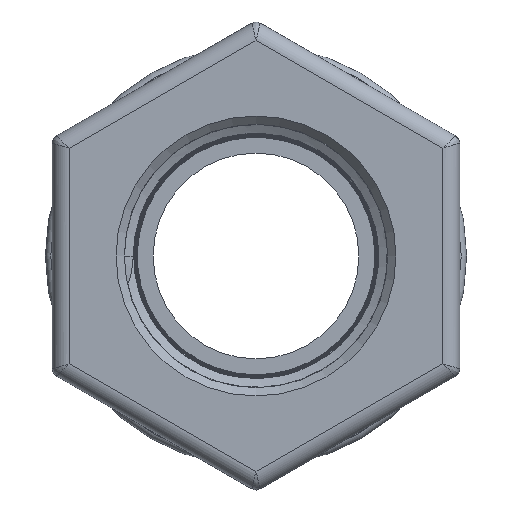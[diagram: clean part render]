
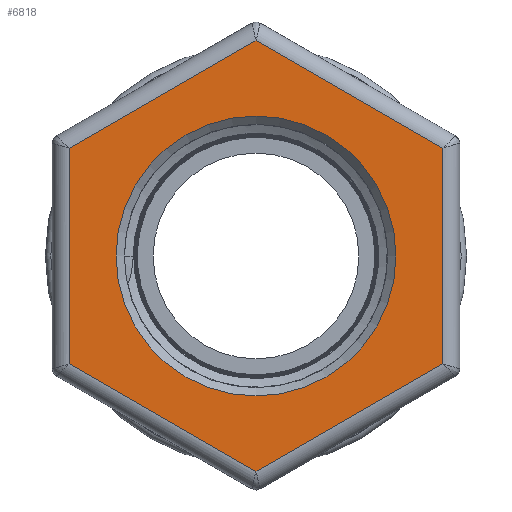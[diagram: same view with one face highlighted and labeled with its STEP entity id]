
A CAD part, left-side view. The second image highlights one B-rep face of the part: STEP entity #6818.
In plain terms, the highlighted planar face has unit normal (-1, 0, 0).
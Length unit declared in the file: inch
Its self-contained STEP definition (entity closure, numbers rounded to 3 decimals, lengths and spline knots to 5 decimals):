
#301=FACE_BOUND('',#2042,.T.);
#356=PLANE('',#7263);
#568=LINE('',#9823,#1063);
#569=LINE('',#9825,#1064);
#570=LINE('',#9827,#1065);
#572=LINE('',#9830,#1067);
#574=LINE('',#9833,#1069);
#576=LINE('',#9836,#1071);
#1063=VECTOR('',#7882,0.3937);
#1064=VECTOR('',#7885,0.3937);
#1065=VECTOR('',#7888,0.3937);
#1067=VECTOR('',#7892,0.3937);
#1069=VECTOR('',#7896,0.3937);
#1071=VECTOR('',#7900,0.3937);
#1628=FACE_OUTER_BOUND('',#2041,.T.);
#2041=EDGE_LOOP('',(#4642,#4643,#4644,#4645,#4646,#4647));
#2042=EDGE_LOOP('',(#4648));
#2565=CIRCLE('',#7264,1.02);
#2783=VERTEX_POINT('',#9646);
#2786=VERTEX_POINT('',#9682);
#2789=VERTEX_POINT('',#9718);
#2791=VERTEX_POINT('',#9753);
#2792=VERTEX_POINT('',#9786);
#2793=VERTEX_POINT('',#9819);
#2794=VERTEX_POINT('',#9844);
#3514=EDGE_CURVE('',#2783,#2793,#568,.T.);
#3515=EDGE_CURVE('',#2793,#2792,#569,.T.);
#3516=EDGE_CURVE('',#2792,#2791,#570,.T.);
#3518=EDGE_CURVE('',#2791,#2789,#572,.T.);
#3520=EDGE_CURVE('',#2789,#2786,#574,.T.);
#3522=EDGE_CURVE('',#2786,#2783,#576,.T.);
#3526=EDGE_CURVE('',#2794,#2794,#2565,.T.);
#4642=ORIENTED_EDGE('',*,*,#3514,.F.);
#4643=ORIENTED_EDGE('',*,*,#3522,.F.);
#4644=ORIENTED_EDGE('',*,*,#3520,.F.);
#4645=ORIENTED_EDGE('',*,*,#3518,.F.);
#4646=ORIENTED_EDGE('',*,*,#3516,.F.);
#4647=ORIENTED_EDGE('',*,*,#3515,.F.);
#4648=ORIENTED_EDGE('',*,*,#3526,.T.);
#6818=ADVANCED_FACE('',(#1628,#301),#356,.T.);
#7263=AXIS2_PLACEMENT_3D('',#9843,#7910,#7911);
#7264=AXIS2_PLACEMENT_3D('',#9845,#7912,#7913);
#7882=DIRECTION('',(0.,0.,1.));
#7885=DIRECTION('',(0.,-0.866,0.5));
#7888=DIRECTION('',(0.,-0.866,-0.5));
#7892=DIRECTION('',(0.,0.,-1.));
#7896=DIRECTION('',(0.,0.866,-0.5));
#7900=DIRECTION('',(0.,0.866,0.5));
#7910=DIRECTION('center_axis',(-1.,0.,0.));
#7911=DIRECTION('ref_axis',(0.,0.,1.));
#7912=DIRECTION('center_axis',(1.,0.,0.));
#7913=DIRECTION('ref_axis',(0.,1.,0.));
#9646=CARTESIAN_POINT('',(-2.25,1.36,-0.7852));
#9682=CARTESIAN_POINT('',(-2.25,0.,-1.57039));
#9718=CARTESIAN_POINT('',(-2.25,-1.36,-0.7852));
#9753=CARTESIAN_POINT('',(-2.25,-1.36,0.7852));
#9786=CARTESIAN_POINT('',(-2.25,0.,1.57039));
#9819=CARTESIAN_POINT('',(-2.25,1.36,0.7852));
#9823=CARTESIAN_POINT('',(-2.25,1.36,0.42868));
#9825=CARTESIAN_POINT('',(-2.25,0.77844,1.12096));
#9827=CARTESIAN_POINT('',(-2.25,-0.58156,1.23463));
#9830=CARTESIAN_POINT('',(-2.25,-1.36,-0.42868));
#9833=CARTESIAN_POINT('',(-2.25,0.16094,-1.66331));
#9836=CARTESIAN_POINT('',(-2.25,1.52094,-0.69228));
#9843=CARTESIAN_POINT('Origin',(-2.25,1.2525,0.));
#9844=CARTESIAN_POINT('',(-2.25,1.02,0.));
#9845=CARTESIAN_POINT('Origin',(-2.25,0.,0.));
